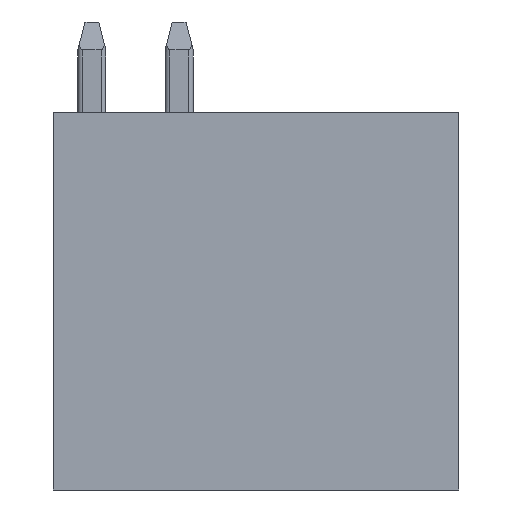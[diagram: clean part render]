
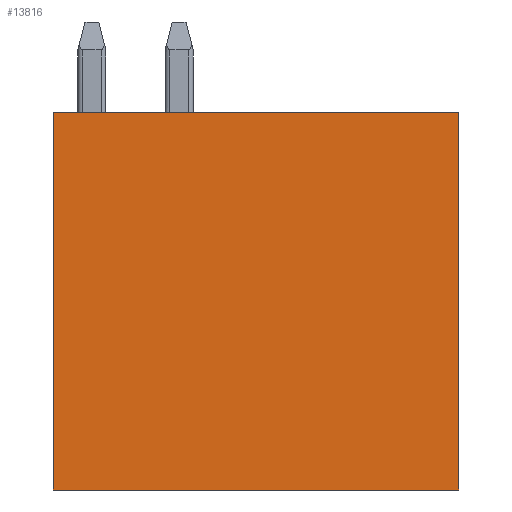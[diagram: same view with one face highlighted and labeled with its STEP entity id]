
A CAD part, front view. The second image highlights one B-rep face of the part: STEP entity #13816.
In plain terms, the highlighted planar face has unit normal (0, -1, 0).
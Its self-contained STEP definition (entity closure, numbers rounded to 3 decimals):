
#3279=DIRECTION('',(0.,0.,1.));
#3280=VECTOR('',#3279,10.8);
#3281=CARTESIAN_POINT('',(-5.49,-25.3,-6.62));
#3282=LINE('',#3281,#3280);
#3283=DIRECTION('',(1.,0.,0.));
#3284=VECTOR('',#3283,11.6);
#3285=CARTESIAN_POINT('',(-5.49,-25.3,4.18));
#3286=LINE('',#3285,#3284);
#3287=DIRECTION('',(0.,0.,-1.));
#3288=VECTOR('',#3287,10.8);
#3289=CARTESIAN_POINT('',(6.11,-25.3,4.18));
#3290=LINE('',#3289,#3288);
#3291=DIRECTION('',(-1.,0.,0.));
#3292=VECTOR('',#3291,11.6);
#3293=CARTESIAN_POINT('',(6.11,-25.3,-6.62));
#3294=LINE('',#3293,#3292);
#8305=CARTESIAN_POINT('',(-5.49,-25.3,-6.62));
#8306=CARTESIAN_POINT('',(-5.49,-25.3,4.18));
#8307=VERTEX_POINT('',#8305);
#8308=VERTEX_POINT('',#8306);
#8309=CARTESIAN_POINT('',(6.11,-25.3,4.18));
#8310=VERTEX_POINT('',#8309);
#8311=CARTESIAN_POINT('',(6.11,-25.3,-6.62));
#8312=VERTEX_POINT('',#8311);
#13805=CARTESIAN_POINT('',(0.,-25.3,0.));
#13806=DIRECTION('',(0.,1.,0.));
#13807=DIRECTION('',(1.,0.,0.));
#13808=AXIS2_PLACEMENT_3D('',#13805,#13806,#13807);
#13809=PLANE('',#13808);
#13810=ORIENTED_EDGE('',*,*,#10331,.T.);
#13811=ORIENTED_EDGE('',*,*,#10516,.T.);
#13812=ORIENTED_EDGE('',*,*,#10587,.T.);
#13813=ORIENTED_EDGE('',*,*,#13799,.T.);
#13814=EDGE_LOOP('',(#13810,#13811,#13812,#13813));
#13815=FACE_OUTER_BOUND('',#13814,.F.);
#13816=ADVANCED_FACE('',(#13815),#13809,.F.);
#10331=EDGE_CURVE('',#8307,#8308,#3282,.T.);
#10516=EDGE_CURVE('',#8308,#8310,#3286,.T.);
#10587=EDGE_CURVE('',#8310,#8312,#3290,.T.);
#13799=EDGE_CURVE('',#8312,#8307,#3294,.T.);
